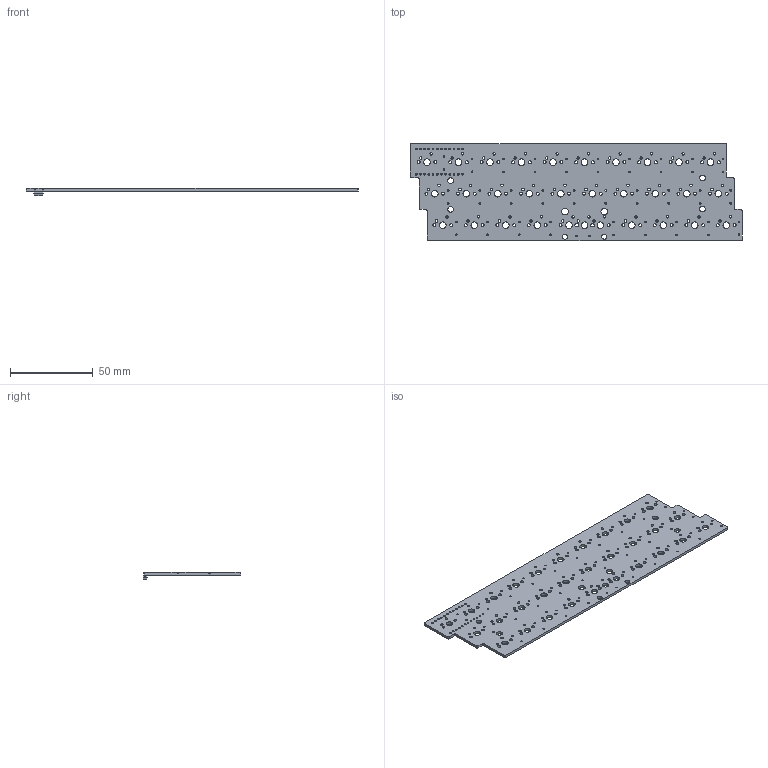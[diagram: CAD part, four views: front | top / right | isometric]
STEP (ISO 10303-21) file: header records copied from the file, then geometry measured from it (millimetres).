
FILE_DESCRIPTION(('KiCad electronic assembly'),'2;1');
FILE_NAME('omega_solder.step','2020-11-04T21:08:52',('An Author'),( 'A Company'),'Open CASCADE STEP processor 6.9', 'KiCad to STEP converter','Unknown');
FILE_SCHEMA(('AUTOMOTIVE_DESIGN { 1 0 10303 214 1 1 1 1 }'));
Length unit declared in the file: millimetre
Products named in the file (4): Open CASCADE STEP translator 6.9 1; SW_DIP_SPSTx01_Slide_Copal_CHS-01A_W5.08mm_P1.27mm_JPin; SOLID; COMPOUND
Assembly tree (3 placements, depth 3):
  Open CASCADE STEP translator 6.9 1
    SW_DIP_SPSTx01_Slide_Copal_CHS-01A_W5.08mm_P1.27mm_JPin
      SOLID
    COMPOUND
Bounding box: 200.79 x 59.23 x 4.3 mm (x, y, z)
Volume: 16754.9 mm3; surface area: 23985.4 mm2
Topology: 2 solids, 2 shells, 325 faces, 960 edges, 637 vertices
Faces by surface type: cylinder 267, plane 46, bspline 12
Full cylindrical faces by diameter (mm): 1 x60, 1.1 x24, 1.47 x62, 1.75 x58, 3.048 x2, 3.5 x4, 3.988 x33
Entity records: 25017 total; most frequent: CARTESIAN_POINT 4004, DIRECTION 3978, ORIENTED_EDGE 1920, PCURVE 1920, DEFINITIONAL_REPRESENTATION 1920, LINE 1746, VECTOR 1746, CIRCLE 1064
